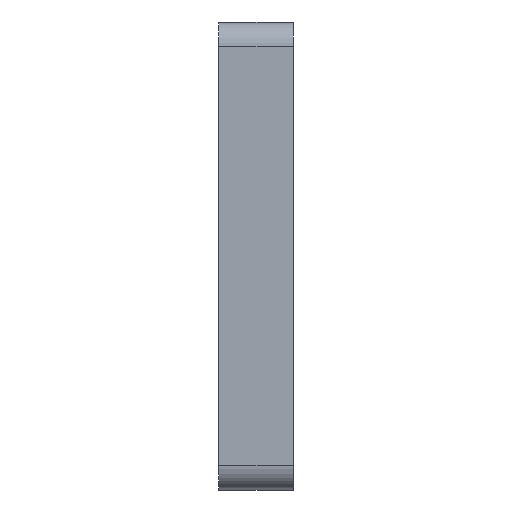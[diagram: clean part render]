
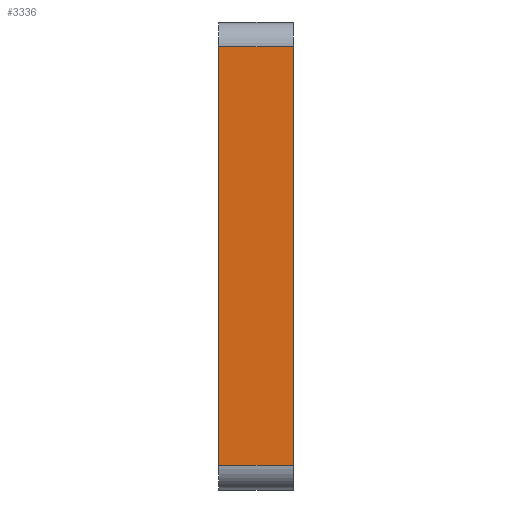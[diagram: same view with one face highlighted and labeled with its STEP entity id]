
A CAD part, left-side view. The second image highlights one B-rep face of the part: STEP entity #3336.
In plain terms, the highlighted planar face has unit normal (-1, 0, 0).
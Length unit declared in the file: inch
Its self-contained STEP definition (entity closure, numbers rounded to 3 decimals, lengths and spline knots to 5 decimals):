
#596 = DIRECTION ( 'NONE',  ( 0., 0., -1. ) ) ;
#599 = CARTESIAN_POINT ( 'NONE',  ( -21.24987, 2.25, -6.28987 ) ) ;
#601 = VECTOR ( 'NONE', #596, 39.37008 ) ;
#602 = CARTESIAN_POINT ( 'NONE',  ( -21.24987, 0., 6.28987 ) ) ;
#603 = LINE ( 'NONE', #602, #601 ) ;
#626 = CARTESIAN_POINT ( 'NONE',  ( -21.24987, 0., -6.28987 ) ) ;
#637 = CARTESIAN_POINT ( 'NONE',  ( -21.24987, 0., 6.28987 ) ) ;
#1093 = LINE ( 'NONE', #1102, #1121 ) ;
#1102 = CARTESIAN_POINT ( 'NONE',  ( -21.24987, 2.25, 6.28987 ) ) ;
#1120 = DIRECTION ( 'NONE',  ( 0., 0., -1. ) ) ;
#1121 = VECTOR ( 'NONE', #1120, 39.37008 ) ;
#1396 = DIRECTION ( 'NONE',  ( 0., -1., 0. ) ) ;
#1397 = VECTOR ( 'NONE', #1396, 39.37008 ) ;
#1398 = CARTESIAN_POINT ( 'NONE',  ( -21.24987, 2.25, 6.28987 ) ) ;
#1399 = LINE ( 'NONE', #1398, #1397 ) ;
#1408 = FACE_OUTER_BOUND ( 'NONE', #3356, .T. ) ;
#1409 = CARTESIAN_POINT ( 'NONE',  ( -21.24987, 2.25, 6.28987 ) ) ;
#1449 = LINE ( 'NONE', #1479, #1478 ) ;
#1471 = DIRECTION ( 'NONE',  ( 0., 0., 1. ) ) ;
#1472 = DIRECTION ( 'NONE',  ( -1., 0., 0. ) ) ;
#1473 = CARTESIAN_POINT ( 'NONE',  ( -21.24987, 2.25, 6.28987 ) ) ;
#1474 = AXIS2_PLACEMENT_3D ( 'NONE', #1473, #1472, #1471 ) ;
#1475 = PLANE ( 'NONE',  #1474 ) ;
#1477 = DIRECTION ( 'NONE',  ( 0., -1., 0. ) ) ;
#1478 = VECTOR ( 'NONE', #1477, 39.37008 ) ;
#1479 = CARTESIAN_POINT ( 'NONE',  ( -21.24987, 2.25, -6.28987 ) ) ;
#3081 = VERTEX_POINT ( 'NONE', #599 ) ;
#3110 = VERTEX_POINT ( 'NONE', #626 ) ;
#3113 = VERTEX_POINT ( 'NONE', #637 ) ;
#3136 = EDGE_CURVE ( 'NONE', #3113, #3110, #603, .T. ) ;
#3228 = ORIENTED_EDGE ( 'NONE', *, *, #3229, .T. ) ;
#3229 = EDGE_CURVE ( 'NONE', #3335, #3081, #1093, .T. ) ;
#3297 = EDGE_CURVE ( 'NONE', #3335, #3113, #1399, .T. ) ;
#3305 = ORIENTED_EDGE ( 'NONE', *, *, #3297, .F. ) ;
#3334 = ORIENTED_EDGE ( 'NONE', *, *, #3136, .F. ) ;
#3335 = VERTEX_POINT ( 'NONE', #1409 ) ;
#3336 = ADVANCED_FACE ( 'NONE', ( #1408 ), #1475, .T. ) ;
#3345 = EDGE_CURVE ( 'NONE', #3081, #3110, #1449, .T. ) ;
#3356 = EDGE_LOOP ( 'NONE', ( #3334, #3305, #3228, #3371 ) ) ;
#3371 = ORIENTED_EDGE ( 'NONE', *, *, #3345, .T. ) ;
